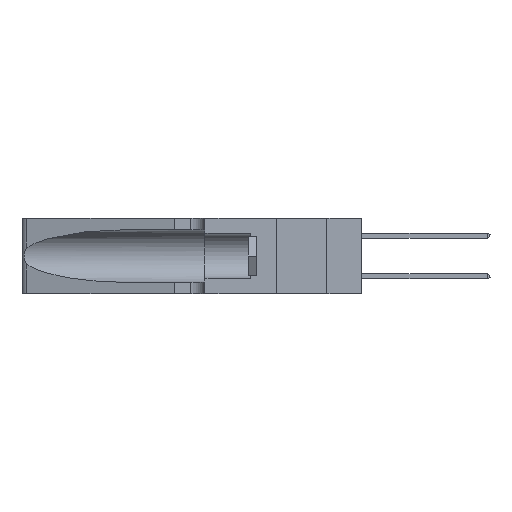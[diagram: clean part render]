
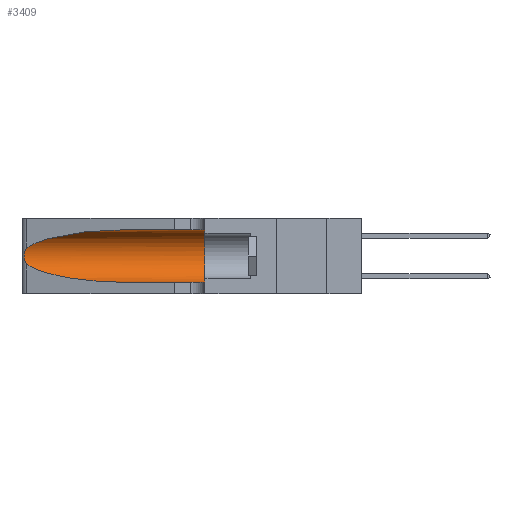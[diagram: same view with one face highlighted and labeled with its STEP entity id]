
A CAD part, left-side view. The second image highlights one B-rep face of the part: STEP entity #3409.
In plain terms, the highlighted cylindrical face has radius 3.308 mm (diameter 6.617 mm), a partial arc.
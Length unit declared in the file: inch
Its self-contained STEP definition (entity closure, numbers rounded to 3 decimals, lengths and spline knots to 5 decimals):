
#387 = ORIENTED_EDGE ( 'NONE', *, *, #2420, .F. ) ;
#866 = CARTESIAN_POINT ( 'NONE',  ( 0.25639, 1.23186, 0.15144 ) ) ;
#1179 = LINE ( 'NONE', #2725, #12962 ) ;
#1332 = EDGE_CURVE ( 'NONE', #29165, #28260, #19435, .T. ) ;
#2420 = EDGE_CURVE ( 'NONE', #28990, #14994, #23088, .T. ) ;
#2725 = CARTESIAN_POINT ( 'NONE',  ( 0.1305, 1.61858, 0.05475 ) ) ;
#3398 = CARTESIAN_POINT ( 'NONE',  ( 0.25555, 1.22993, 0.14849 ) ) ;
#3409 = ADVANCED_FACE ( 'NONE', ( #4595 ), #23754, .F. ) ;
#4345 = EDGE_CURVE ( 'NONE', #19428, #28990, #5248, .T. ) ;
#4595 = FACE_OUTER_BOUND ( 'NONE', #19735, .T. ) ;
#5248 = LINE ( 'NONE', #11232, #26190 ) ;
#5729 = AXIS2_PLACEMENT_3D ( 'NONE', #8752, #16996, #27771 ) ;
#6413 = CARTESIAN_POINT ( 'NONE',  ( 0.18966, 0.96281, 0.05475 ) ) ;
#7054 = CARTESIAN_POINT ( 'NONE',  ( 0.25487, 1.22718, 0.14631 ) ) ;
#7082 = CARTESIAN_POINT ( 'NONE',  ( 0.1305, 0.35, 0.05475 ) ) ;
#7147 = DIRECTION ( 'NONE',  ( 0., -1., 0. ) ) ;
#8010 = CARTESIAN_POINT ( 'NONE',  ( 0.1305, 0.72297, 0.31525 ) ) ;
#8752 = CARTESIAN_POINT ( 'NONE',  ( 0.1305, 0.35, 0.185 ) ) ;
#8931 = EDGE_CURVE ( 'NONE', #19428, #29165, #25059, .T. ) ;
#10177 = CARTESIAN_POINT ( 'NONE',  ( 0.25487, 1.22718, 0.14631 ) ) ;
#10619 = ORIENTED_EDGE ( 'NONE', *, *, #8931, .T. ) ;
#11232 = CARTESIAN_POINT ( 'NONE',  ( 0.1305, 1.61858, 0.31525 ) ) ;
#11878 = DIRECTION ( 'NONE',  ( 0., -1., 0. ) ) ;
#11887 = CARTESIAN_POINT ( 'NONE',  ( 0.18966, 0.96281, 0.31525 ) ) ;
#12962 = VECTOR ( 'NONE', #7147, 39.37008 ) ;
#13749 = EDGE_CURVE ( 'NONE', #21847, #14994, #1179, .T. ) ;
#13960 = CARTESIAN_POINT ( 'NONE',  ( 0.1305, 0.72297, 0.31525 ) ) ;
#14189 =( BOUNDED_CURVE ( )  B_SPLINE_CURVE ( 3, ( #26628, #19994, #6413, #15478 ),
 .UNSPECIFIED., .F., .F. ) 
 B_SPLINE_CURVE_WITH_KNOTS ( ( 4, 4 ),
 ( 3.44316, 4.71239 ),
 .UNSPECIFIED. ) 
 CURVE ( )  GEOMETRIC_REPRESENTATION_ITEM ( )  RATIONAL_B_SPLINE_CURVE ( ( 1., 0.87, 0.87, 1. ) ) 
 REPRESENTATION_ITEM ( '' )  );
#14266 = DIRECTION ( 'NONE',  ( 0., -1., 0. ) ) ;
#14319 = ORIENTED_EDGE ( 'NONE', *, *, #4345, .F. ) ;
#14469 = CARTESIAN_POINT ( 'NONE',  ( 0.26018, 1.23835, 0.19895 ) ) ;
#14770 = CARTESIAN_POINT ( 'NONE',  ( 0.26017, 1.23833, 0.17102 ) ) ;
#14994 = VERTEX_POINT ( 'NONE', #7082 ) ;
#15478 = CARTESIAN_POINT ( 'NONE',  ( 0.1305, 0.72297, 0.05475 ) ) ;
#15578 = ORIENTED_EDGE ( 'NONE', *, *, #13749, .T. ) ;
#16345 = CARTESIAN_POINT ( 'NONE',  ( 0.1305, 1.61858, 0.185 ) ) ;
#16575 = CARTESIAN_POINT ( 'NONE',  ( 0.1305, 0.35, 0.31525 ) ) ;
#16996 = DIRECTION ( 'NONE',  ( 0., 1., 0. ) ) ;
#17039 = CARTESIAN_POINT ( 'NONE',  ( 0.25789, 1.23486, 0.15765 ) ) ;
#18781 = CARTESIAN_POINT ( 'NONE',  ( 0.2373, 1.15595, 0.28018 ) ) ;
#18878 = CARTESIAN_POINT ( 'NONE',  ( 0.25487, 1.22718, 0.22369 ) ) ;
#19077 = CARTESIAN_POINT ( 'NONE',  ( 0.26075, 1.23896, 0.178 ) ) ;
#19271 = CARTESIAN_POINT ( 'NONE',  ( 0.25487, 1.22718, 0.22369 ) ) ;
#19428 = VERTEX_POINT ( 'NONE', #8010 ) ;
#19435 = B_SPLINE_CURVE_WITH_KNOTS ( 'NONE', 3,
 ( #19271, #23449, #28290, #26001, #25803, #14469, #26105, #19077, #14770, #23541, #17039, #866, #3398, #10177 ),
 .UNSPECIFIED., .F., .F.,
 ( 4, 2, 2, 2, 2, 2, 4 ),
 ( 0., 0.00027, 0.00053, 0.00107, 0.0016, 0.00187, 0.00214 ),
 .UNSPECIFIED. ) ;
#19735 = EDGE_LOOP ( 'NONE', ( #10619, #20490, #24795, #15578, #387, #14319 ) ) ;
#19994 = CARTESIAN_POINT ( 'NONE',  ( 0.2373, 1.15595, 0.08982 ) ) ;
#20490 = ORIENTED_EDGE ( 'NONE', *, *, #1332, .T. ) ;
#21847 = VERTEX_POINT ( 'NONE', #28133 ) ;
#22182 = EDGE_CURVE ( 'NONE', #28260, #21847, #14189, .T. ) ;
#22822 = AXIS2_PLACEMENT_3D ( 'NONE', #16345, #11878, #27698 ) ;
#23088 = CIRCLE ( 'NONE', #5729, 0.13025 ) ;
#23449 = CARTESIAN_POINT ( 'NONE',  ( 0.25555, 1.22994, 0.2215 ) ) ;
#23541 = CARTESIAN_POINT ( 'NONE',  ( 0.25856, 1.23593, 0.16098 ) ) ;
#23754 = CYLINDRICAL_SURFACE ( 'NONE', #22822, 0.13025 ) ;
#24795 = ORIENTED_EDGE ( 'NONE', *, *, #22182, .T. ) ;
#25059 =( BOUNDED_CURVE ( )  B_SPLINE_CURVE ( 3, ( #13960, #11887, #18781, #18878 ),
 .UNSPECIFIED., .F., .F. ) 
 B_SPLINE_CURVE_WITH_KNOTS ( ( 4, 4 ),
 ( 1.5708, 2.84003 ),
 .UNSPECIFIED. ) 
 CURVE ( )  GEOMETRIC_REPRESENTATION_ITEM ( )  RATIONAL_B_SPLINE_CURVE ( ( 1., 0.87, 0.87, 1. ) ) 
 REPRESENTATION_ITEM ( '' )  );
#25803 = CARTESIAN_POINT ( 'NONE',  ( 0.25854, 1.2359, 0.20912 ) ) ;
#26001 = CARTESIAN_POINT ( 'NONE',  ( 0.25787, 1.23484, 0.2124 ) ) ;
#26105 = CARTESIAN_POINT ( 'NONE',  ( 0.26075, 1.23896, 0.19203 ) ) ;
#26190 = VECTOR ( 'NONE', #14266, 39.37008 ) ;
#26628 = CARTESIAN_POINT ( 'NONE',  ( 0.25487, 1.22718, 0.14631 ) ) ;
#27698 = DIRECTION ( 'NONE',  ( 0., 0., -1. ) ) ;
#27771 = DIRECTION ( 'NONE',  ( 0., 0., 1. ) ) ;
#27826 = CARTESIAN_POINT ( 'NONE',  ( 0.25487, 1.22718, 0.22369 ) ) ;
#28133 = CARTESIAN_POINT ( 'NONE',  ( 0.1305, 0.72297, 0.05475 ) ) ;
#28260 = VERTEX_POINT ( 'NONE', #7054 ) ;
#28290 = CARTESIAN_POINT ( 'NONE',  ( 0.25639, 1.23184, 0.21858 ) ) ;
#28990 = VERTEX_POINT ( 'NONE', #16575 ) ;
#29165 = VERTEX_POINT ( 'NONE', #27826 ) ;
